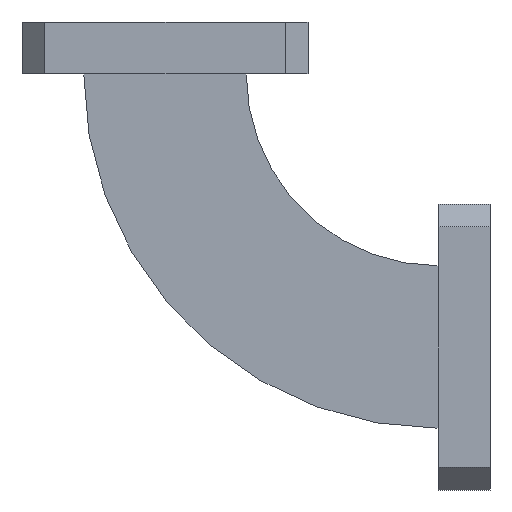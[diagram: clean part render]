
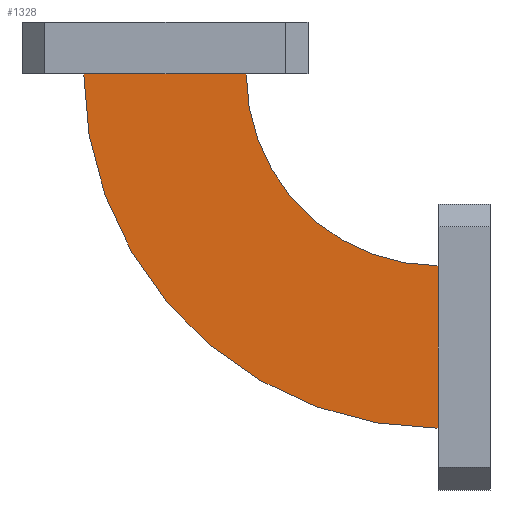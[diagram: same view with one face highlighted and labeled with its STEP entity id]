
A CAD part, front view. The second image highlights one B-rep face of the part: STEP entity #1328.
In plain terms, the highlighted planar face has unit normal (0, -1, 0).
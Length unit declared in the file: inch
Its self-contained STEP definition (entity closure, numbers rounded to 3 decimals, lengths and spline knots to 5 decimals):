
#104 = DIRECTION ( 'NONE',  ( 0., 0., 1. ) ) ;
#132 = VERTEX_POINT ( 'NONE', #1275 ) ;
#172 = ORIENTED_EDGE ( 'NONE', *, *, #751, .F. ) ;
#188 = VERTEX_POINT ( 'NONE', #1405 ) ;
#199 = CARTESIAN_POINT ( 'NONE',  ( 0., -0.125, 0.84 ) ) ;
#219 = DIRECTION ( 'NONE',  ( 0., 0., 1. ) ) ;
#278 = PLANE ( 'NONE',  #1481 ) ;
#337 = CIRCLE ( 'NONE', #813, 1.09 ) ;
#345 = EDGE_CURVE ( 'NONE', #1628, #132, #365, .T. ) ;
#365 = LINE ( 'NONE', #1247, #444 ) ;
#400 = DIRECTION ( 'NONE',  ( -1., 0., 0. ) ) ;
#444 = VECTOR ( 'NONE', #1281, 39.37008 ) ;
#447 = DIRECTION ( 'NONE',  ( 0., 1., 0. ) ) ;
#494 = CARTESIAN_POINT ( 'NONE',  ( 0., -0.125, 0.25 ) ) ;
#563 = ORIENTED_EDGE ( 'NONE', *, *, #345, .F. ) ;
#615 = DIRECTION ( 'NONE',  ( 0., 1., 0. ) ) ;
#693 = AXIS2_PLACEMENT_3D ( 'NONE', #199, #1240, #219 ) ;
#751 = EDGE_CURVE ( 'NONE', #132, #1224, #337, .T. ) ;
#813 = AXIS2_PLACEMENT_3D ( 'NONE', #1402, #615, #104 ) ;
#817 = FACE_OUTER_BOUND ( 'NONE', #1512, .T. ) ;
#951 = DIRECTION ( 'NONE',  ( 0., 0., 1. ) ) ;
#1051 = CARTESIAN_POINT ( 'NONE',  ( -0.59, -0.125, 0.84 ) ) ;
#1150 = CARTESIAN_POINT ( 'NONE',  ( -1.09, -0.125, 0.84 ) ) ;
#1215 = ORIENTED_EDGE ( 'NONE', *, *, #1472, .T. ) ;
#1221 = CARTESIAN_POINT ( 'NONE',  ( 0., -0.125, 0.25 ) ) ;
#1224 = VERTEX_POINT ( 'NONE', #1150 ) ;
#1238 = ORIENTED_EDGE ( 'NONE', *, *, #1585, .T. ) ;
#1240 = DIRECTION ( 'NONE',  ( 0., 1., 0. ) ) ;
#1247 = CARTESIAN_POINT ( 'NONE',  ( 0., -0.125, 0.25 ) ) ;
#1275 = CARTESIAN_POINT ( 'NONE',  ( 0., -0.125, -0.25 ) ) ;
#1281 = DIRECTION ( 'NONE',  ( 0., 0., -1. ) ) ;
#1284 = LINE ( 'NONE', #1051, #1540 ) ;
#1328 = ADVANCED_FACE ( 'NONE', ( #817 ), #278, .F. ) ;
#1402 = CARTESIAN_POINT ( 'NONE',  ( 0., -0.125, 0.84 ) ) ;
#1405 = CARTESIAN_POINT ( 'NONE',  ( -0.59, -0.125, 0.84 ) ) ;
#1433 = CIRCLE ( 'NONE', #693, 0.59 ) ;
#1472 = EDGE_CURVE ( 'NONE', #1628, #188, #1433, .T. ) ;
#1481 = AXIS2_PLACEMENT_3D ( 'NONE', #1221, #447, #951 ) ;
#1512 = EDGE_LOOP ( 'NONE', ( #1215, #1238, #172, #563 ) ) ;
#1540 = VECTOR ( 'NONE', #400, 39.37008 ) ;
#1585 = EDGE_CURVE ( 'NONE', #188, #1224, #1284, .T. ) ;
#1628 = VERTEX_POINT ( 'NONE', #494 ) ;
